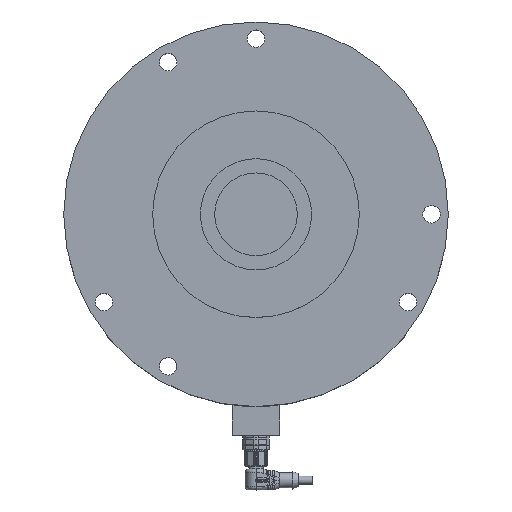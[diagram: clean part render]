
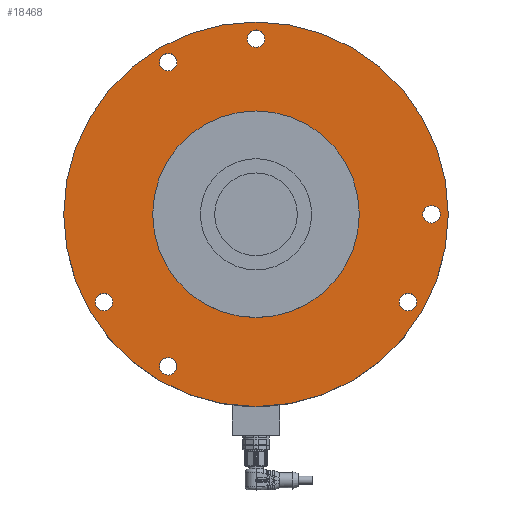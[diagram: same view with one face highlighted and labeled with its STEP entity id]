
A CAD part, top view. The second image highlights one B-rep face of the part: STEP entity #18468.
In plain terms, the highlighted planar face has unit normal (0, 0, 1).
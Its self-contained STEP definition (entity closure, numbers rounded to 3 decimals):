
#279 = AXIS2_PLACEMENT_3D ( 'NONE', #10310, #18223, #5318 ) ;
#854 = AXIS2_PLACEMENT_3D ( 'NONE', #20913, #21070, #24063 ) ;
#1044 = AXIS2_PLACEMENT_3D ( 'NONE', #1502, #14422, #11618 ) ;
#1352 = DIRECTION ( 'NONE',  ( 0., 0., -1. ) ) ;
#1486 = EDGE_LOOP ( 'NONE', ( #6011 ) ) ;
#1502 = CARTESIAN_POINT ( 'NONE',  ( 0., 110.5, 36. ) ) ;
#1517 = DIRECTION ( 'NONE',  ( 1., 0., 0. ) ) ;
#1597 = VERTEX_POINT ( 'NONE', #11717 ) ;
#3028 = FACE_BOUND ( 'NONE', #23936, .T. ) ;
#3124 = ORIENTED_EDGE ( 'NONE', *, *, #32542, .T. ) ;
#3154 = EDGE_CURVE ( 'NONE', #15363, #15363, #3442, .T. ) ;
#3329 = ORIENTED_EDGE ( 'NONE', *, *, #7589, .T. ) ;
#3351 = CARTESIAN_POINT ( 'NONE',  ( 110.5, 0., 36. ) ) ;
#3442 = CIRCLE ( 'NONE', #9288, 5.5 ) ;
#4249 = CIRCLE ( 'NONE', #1044, 5.5 ) ;
#5318 = DIRECTION ( 'NONE',  ( 1., 0., 0. ) ) ;
#5494 = DIRECTION ( 'NONE',  ( 0., 0., -1. ) ) ;
#5894 = ORIENTED_EDGE ( 'NONE', *, *, #13058, .T. ) ;
#6011 = ORIENTED_EDGE ( 'NONE', *, *, #3154, .T. ) ;
#7529 = DIRECTION ( 'NONE',  ( 0., 0., -1. ) ) ;
#7589 = EDGE_CURVE ( 'NONE', #1597, #1597, #16198, .T. ) ;
#7592 = CARTESIAN_POINT ( 'NONE',  ( 0., 0., 36. ) ) ;
#7855 = CARTESIAN_POINT ( 'NONE',  ( 0., -65., 36. ) ) ;
#8057 = CARTESIAN_POINT ( 'NONE',  ( 5.5, 110.5, 36. ) ) ;
#8713 = CIRCLE ( 'NONE', #15576, 121. ) ;
#8732 = EDGE_LOOP ( 'NONE', ( #5894 ) ) ;
#9288 = AXIS2_PLACEMENT_3D ( 'NONE', #3351, #1352, #1517 ) ;
#9971 = VERTEX_POINT ( 'NONE', #17569 ) ;
#10310 = CARTESIAN_POINT ( 'NONE',  ( -55.25, -95.696, 36. ) ) ;
#10799 = EDGE_LOOP ( 'NONE', ( #3124 ) ) ;
#10860 = VERTEX_POINT ( 'NONE', #8057 ) ;
#11403 = CIRCLE ( 'NONE', #279, 5.5 ) ;
#11618 = DIRECTION ( 'NONE',  ( 1., 0., 0. ) ) ;
#11625 = EDGE_CURVE ( 'NONE', #14841, #14841, #24374, .T. ) ;
#11717 = CARTESIAN_POINT ( 'NONE',  ( -49.75, 95.696, 36. ) ) ;
#12650 = FACE_BOUND ( 'NONE', #8732, .T. ) ;
#12778 = EDGE_LOOP ( 'NONE', ( #25101 ) ) ;
#12932 = VERTEX_POINT ( 'NONE', #22687 ) ;
#13058 = EDGE_CURVE ( 'NONE', #20128, #20128, #11403, .T. ) ;
#13293 = FACE_BOUND ( 'NONE', #20885, .T. ) ;
#13791 = AXIS2_PLACEMENT_3D ( 'NONE', #7855, #7529, #30367 ) ;
#14422 = DIRECTION ( 'NONE',  ( 0., 0., -1. ) ) ;
#14841 = VERTEX_POINT ( 'NONE', #22286 ) ;
#14848 = AXIS2_PLACEMENT_3D ( 'NONE', #18082, #5494, #20237 ) ;
#15076 = VERTEX_POINT ( 'NONE', #15242 ) ;
#15242 = CARTESIAN_POINT ( 'NONE',  ( 101.196, -55.25, 36. ) ) ;
#15280 = PLANE ( 'NONE',  #13791 ) ;
#15339 = CARTESIAN_POINT ( 'NONE',  ( 95.696, -55.25, 36. ) ) ;
#15363 = VERTEX_POINT ( 'NONE', #15690 ) ;
#15576 = AXIS2_PLACEMENT_3D ( 'NONE', #20838, #18205, #21171 ) ;
#15690 = CARTESIAN_POINT ( 'NONE',  ( 116., 0., 36. ) ) ;
#15767 = FACE_OUTER_BOUND ( 'NONE', #10799, .T. ) ;
#16198 = CIRCLE ( 'NONE', #854, 5.5 ) ;
#17569 = CARTESIAN_POINT ( 'NONE',  ( -121., 0., 36. ) ) ;
#17664 = DIRECTION ( 'NONE',  ( -1., 0., 0. ) ) ;
#17709 = EDGE_CURVE ( 'NONE', #10860, #10860, #4249, .T. ) ;
#17743 = ORIENTED_EDGE ( 'NONE', *, *, #28529, .T. ) ;
#18082 = CARTESIAN_POINT ( 'NONE',  ( -95.696, -55.25, 36. ) ) ;
#18205 = DIRECTION ( 'NONE',  ( 0., 0., 1. ) ) ;
#18223 = DIRECTION ( 'NONE',  ( 0., 0., -1. ) ) ;
#18246 = FACE_BOUND ( 'NONE', #1486, .T. ) ;
#18468 = ADVANCED_FACE ( 'NONE', ( #12650, #13293, #18246, #20246, #3028, #30207, #25233, #15767 ), #15280, .F. ) ;
#18750 = DIRECTION ( 'NONE',  ( 1., 0., 0. ) ) ;
#19644 = CARTESIAN_POINT ( 'NONE',  ( -49.75, -95.696, 36. ) ) ;
#20128 = VERTEX_POINT ( 'NONE', #19644 ) ;
#20237 = DIRECTION ( 'NONE',  ( 1., 0., 0. ) ) ;
#20246 = FACE_BOUND ( 'NONE', #22599, .T. ) ;
#20838 = CARTESIAN_POINT ( 'NONE',  ( 0., 0., 36. ) ) ;
#20885 = EDGE_LOOP ( 'NONE', ( #28787 ) ) ;
#20913 = CARTESIAN_POINT ( 'NONE',  ( -55.25, 95.696, 36. ) ) ;
#20919 = EDGE_LOOP ( 'NONE', ( #3329 ) ) ;
#21070 = DIRECTION ( 'NONE',  ( 0., 0., -1. ) ) ;
#21171 = DIRECTION ( 'NONE',  ( -1., 0., 0. ) ) ;
#22286 = CARTESIAN_POINT ( 'NONE',  ( -90.196, -55.25, 36. ) ) ;
#22599 = EDGE_LOOP ( 'NONE', ( #17743 ) ) ;
#22687 = CARTESIAN_POINT ( 'NONE',  ( -65., 0., 36. ) ) ;
#23936 = EDGE_LOOP ( 'NONE', ( #30644 ) ) ;
#24063 = DIRECTION ( 'NONE',  ( 1., 0., 0. ) ) ;
#24374 = CIRCLE ( 'NONE', #14848, 5.5 ) ;
#25101 = ORIENTED_EDGE ( 'NONE', *, *, #30757, .F. ) ;
#25233 = FACE_BOUND ( 'NONE', #12778, .T. ) ;
#25774 = DIRECTION ( 'NONE',  ( 0., 0., 1. ) ) ;
#26618 = AXIS2_PLACEMENT_3D ( 'NONE', #7592, #25774, #17664 ) ;
#27057 = AXIS2_PLACEMENT_3D ( 'NONE', #15339, #29348, #18750 ) ;
#27676 = CIRCLE ( 'NONE', #26618, 65. ) ;
#28119 = CIRCLE ( 'NONE', #27057, 5.5 ) ;
#28529 = EDGE_CURVE ( 'NONE', #15076, #15076, #28119, .T. ) ;
#28787 = ORIENTED_EDGE ( 'NONE', *, *, #11625, .T. ) ;
#29348 = DIRECTION ( 'NONE',  ( 0., 0., -1. ) ) ;
#30207 = FACE_BOUND ( 'NONE', #20919, .T. ) ;
#30367 = DIRECTION ( 'NONE',  ( 1., 0., 0. ) ) ;
#30644 = ORIENTED_EDGE ( 'NONE', *, *, #17709, .T. ) ;
#30757 = EDGE_CURVE ( 'NONE', #12932, #12932, #27676, .T. ) ;
#32542 = EDGE_CURVE ( 'NONE', #9971, #9971, #8713, .T. ) ;
